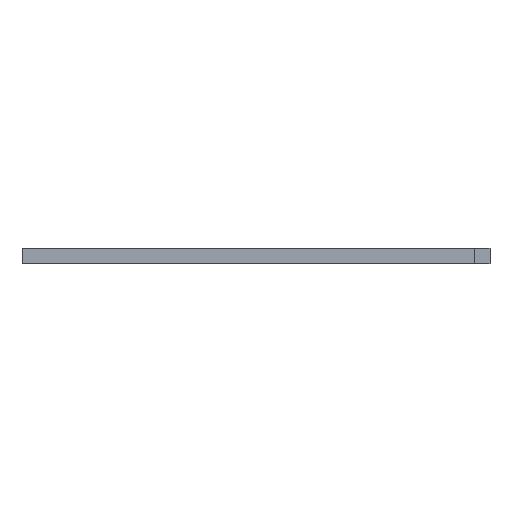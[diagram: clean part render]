
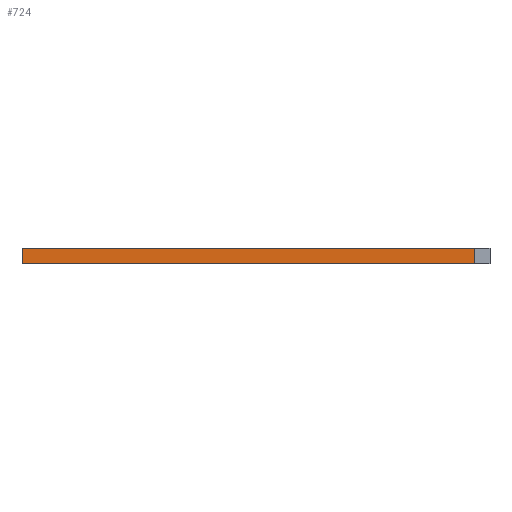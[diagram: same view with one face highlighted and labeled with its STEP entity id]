
A CAD part, left-side view. The second image highlights one B-rep face of the part: STEP entity #724.
In plain terms, the highlighted planar face has unit normal (-1, 0, 0).
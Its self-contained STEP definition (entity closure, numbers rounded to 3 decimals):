
#13 = DIRECTION ( 'NONE',  ( 0., 0., -1. ) ) ;
#34 = DIRECTION ( 'NONE',  ( 0., -1., 0. ) ) ;
#43 = CARTESIAN_POINT ( 'NONE',  ( -145., 75., 0. ) ) ;
#61 = CARTESIAN_POINT ( 'NONE',  ( -145., -75., 0. ) ) ;
#244 = VERTEX_POINT ( 'NONE', #608 ) ;
#256 = VECTOR ( 'NONE', #34, 1000. ) ;
#317 = PLANE ( 'NONE',  #1166 ) ;
#405 = DIRECTION ( 'NONE',  ( 0., 1., 0. ) ) ;
#409 = EDGE_CURVE ( 'NONE', #1401, #244, #703, .T. ) ;
#512 = DIRECTION ( 'NONE',  ( 0., 0., -1. ) ) ;
#551 = LINE ( 'NONE', #1262, #1241 ) ;
#608 = CARTESIAN_POINT ( 'NONE',  ( -145., -75., 5. ) ) ;
#626 = LINE ( 'NONE', #1077, #1261 ) ;
#703 = LINE ( 'NONE', #1162, #1381 ) ;
#724 = ADVANCED_FACE ( 'NONE', ( #761 ), #317, .F. ) ;
#738 = ORIENTED_EDGE ( 'NONE', *, *, #1119, .F. ) ;
#761 = FACE_OUTER_BOUND ( 'NONE', #1112, .T. ) ;
#789 = EDGE_CURVE ( 'NONE', #1401, #1095, #551, .T. ) ;
#838 = LINE ( 'NONE', #43, #256 ) ;
#850 = ORIENTED_EDGE ( 'NONE', *, *, #952, .T. ) ;
#858 = CARTESIAN_POINT ( 'NONE',  ( -145., 75., 5. ) ) ;
#952 = EDGE_CURVE ( 'NONE', #1095, #1047, #838, .T. ) ;
#976 = DIRECTION ( 'NONE',  ( 1., 0., 0. ) ) ;
#993 = CARTESIAN_POINT ( 'NONE',  ( -145., 75., 5. ) ) ;
#1047 = VERTEX_POINT ( 'NONE', #61 ) ;
#1077 = CARTESIAN_POINT ( 'NONE',  ( -145., -75., 5. ) ) ;
#1095 = VERTEX_POINT ( 'NONE', #1199 ) ;
#1112 = EDGE_LOOP ( 'NONE', ( #850, #738, #1177, #1255 ) ) ;
#1119 = EDGE_CURVE ( 'NONE', #244, #1047, #626, .T. ) ;
#1162 = CARTESIAN_POINT ( 'NONE',  ( -145., 75., 5. ) ) ;
#1166 = AXIS2_PLACEMENT_3D ( 'NONE', #993, #976, #405 ) ;
#1177 = ORIENTED_EDGE ( 'NONE', *, *, #409, .F. ) ;
#1199 = CARTESIAN_POINT ( 'NONE',  ( -145., 75., 0. ) ) ;
#1241 = VECTOR ( 'NONE', #13, 1000. ) ;
#1255 = ORIENTED_EDGE ( 'NONE', *, *, #789, .T. ) ;
#1261 = VECTOR ( 'NONE', #512, 1000. ) ;
#1262 = CARTESIAN_POINT ( 'NONE',  ( -145., 75., 5. ) ) ;
#1265 = DIRECTION ( 'NONE',  ( 0., -1., 0. ) ) ;
#1381 = VECTOR ( 'NONE', #1265, 1000. ) ;
#1401 = VERTEX_POINT ( 'NONE', #858 ) ;
